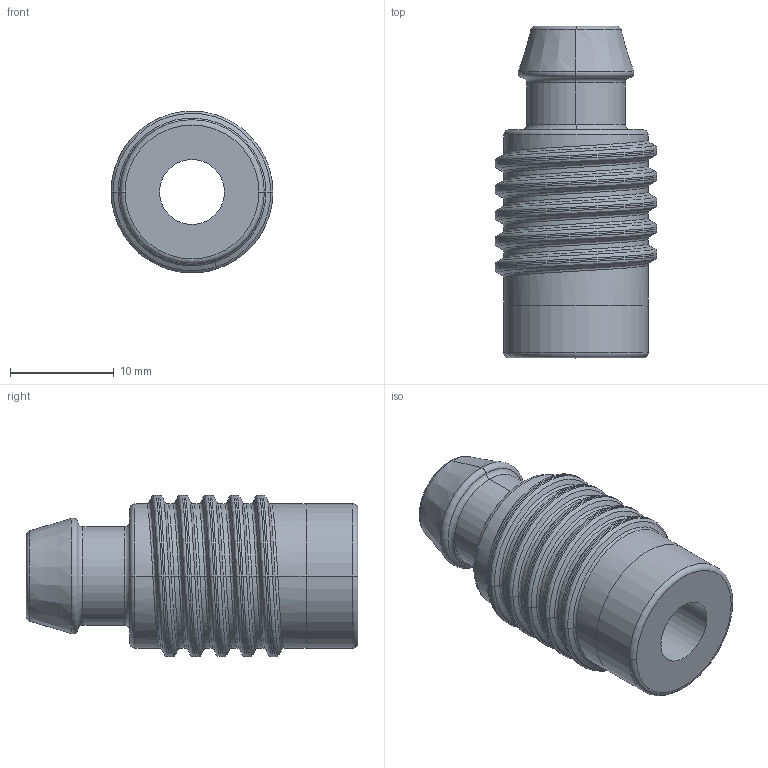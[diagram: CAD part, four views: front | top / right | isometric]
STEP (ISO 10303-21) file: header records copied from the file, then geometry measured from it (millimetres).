
FILE_DESCRIPTION(('CATIA V5 STEP Exchange'),'2;1');
FILE_NAME('BOS_V2_TANK_INOUTLET_TUBE_SOCKET.stp','2023-11-27T11:04:39+00:00',('none'),('none'),'CATIA Unofficial Packaging Version SP3','CATIA V5 STEP AP203','none');
FILE_SCHEMA(('CONFIG_CONTROL_DESIGN'));
Length unit declared in the file: millimetre
Products named in the file (1): BOS_V2_TANK_INOUTLET_TUBE_SOCKET
Bounding box: 15.6 x 32 x 15.6 mm (x, y, z)
Volume: 3339.3 mm3; surface area: 2334.7 mm2
Topology: 1 solids, 1 shells, 122 faces, 255 edges, 137 vertices
Faces by surface type: bspline 80, cylinder 21, torus 14, plane 5, cone 2
Entity records: 5148 total; most frequent: CARTESIAN_POINT 3314, ORIENTED_EDGE 510, EDGE_CURVE 255, DIRECTION 142, VERTEX_POINT 136, EDGE_LOOP 125, ADVANCED_FACE 122, FACE_OUTER_BOUND 122
